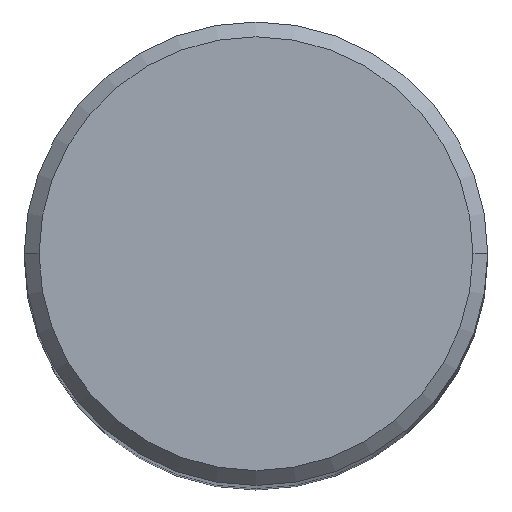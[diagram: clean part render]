
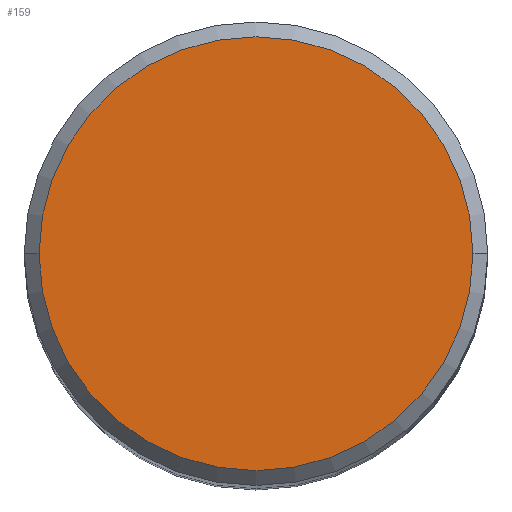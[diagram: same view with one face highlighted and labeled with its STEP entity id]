
A CAD part, top view. The second image highlights one B-rep face of the part: STEP entity #159.
In plain terms, the highlighted planar face has unit normal (0, 0, 1).
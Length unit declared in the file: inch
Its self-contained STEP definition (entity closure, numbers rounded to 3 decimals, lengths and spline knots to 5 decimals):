
#4 = ORIENTED_EDGE ( 'NONE', *, *, #162, .T. ) ;
#7 = DIRECTION ( 'NONE',  ( 0., 0., 1. ) ) ;
#39 = FACE_OUTER_BOUND ( 'NONE', #87, .T. ) ;
#87 = EDGE_LOOP ( 'NONE', ( #328, #4 ) ) ;
#94 = DIRECTION ( 'NONE',  ( -1., 0., 0. ) ) ;
#115 = CIRCLE ( 'NONE', #247, 0.2925 ) ;
#144 = CARTESIAN_POINT ( 'NONE',  ( 0., 0.2925, 0. ) ) ;
#149 = PLANE ( 'NONE',  #231 ) ;
#159 = ADVANCED_FACE ( 'NONE', ( #39 ), #149, .F. ) ;
#162 = EDGE_CURVE ( 'NONE', #249, #269, #115, .T. ) ;
#179 = DIRECTION ( 'NONE',  ( 1., 0., 0. ) ) ;
#185 = EDGE_CURVE ( 'NONE', #269, #249, #201, .T. ) ;
#189 = AXIS2_PLACEMENT_3D ( 'NONE', #209, #7, #335 ) ;
#201 = CIRCLE ( 'NONE', #189, 0.2925 ) ;
#209 = CARTESIAN_POINT ( 'NONE',  ( 0., 0., 0. ) ) ;
#231 = AXIS2_PLACEMENT_3D ( 'NONE', #144, #339, #94 ) ;
#244 = DIRECTION ( 'NONE',  ( 0., 0., 1. ) ) ;
#247 = AXIS2_PLACEMENT_3D ( 'NONE', #308, #244, #179 ) ;
#249 = VERTEX_POINT ( 'NONE', #376 ) ;
#269 = VERTEX_POINT ( 'NONE', #380 ) ;
#308 = CARTESIAN_POINT ( 'NONE',  ( 0., 0., 0. ) ) ;
#328 = ORIENTED_EDGE ( 'NONE', *, *, #185, .T. ) ;
#335 = DIRECTION ( 'NONE',  ( 1., 0., 0. ) ) ;
#339 = DIRECTION ( 'NONE',  ( 0., 0., -1. ) ) ;
#376 = CARTESIAN_POINT ( 'NONE',  ( 0.2925, 0., 0. ) ) ;
#380 = CARTESIAN_POINT ( 'NONE',  ( -0.2925, 0., 0. ) ) ;
